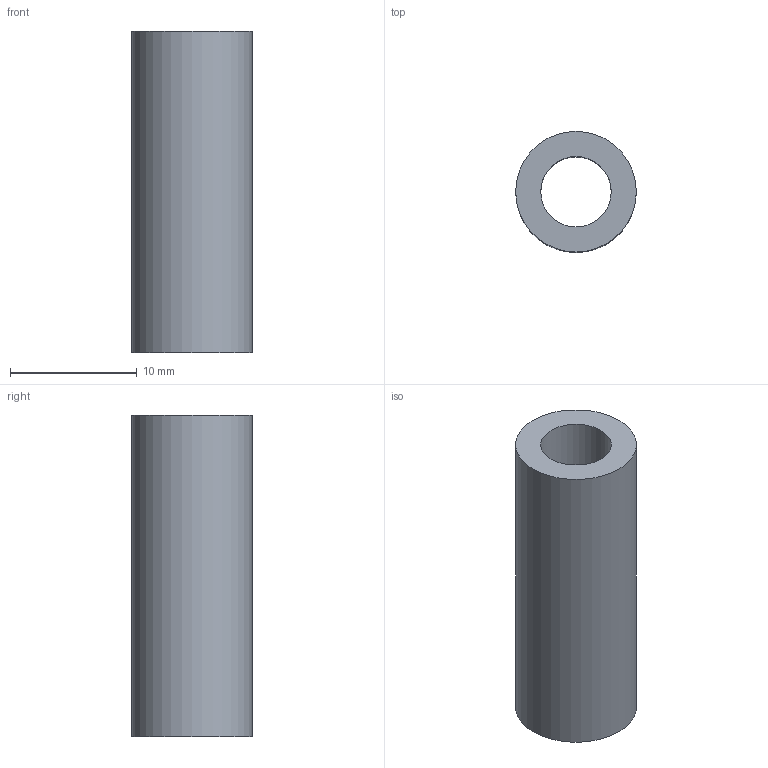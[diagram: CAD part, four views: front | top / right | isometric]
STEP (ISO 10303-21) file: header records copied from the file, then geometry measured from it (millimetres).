
FILE_DESCRIPTION(/* description */ ('1-1/4" #12 Bore, Aluminum Spacer'),/* implementation_level */ '2;1');
FILE_NAME(/* name */ 'AS38-12-64.ipt.step',/* time_stamp */ '2013-11-18T15:49:42-06:00',/* author */ ('Edward'),/* organization */ (''),/* preprocessor_version */ 'ST-DEVELOPER v15.2',/* originating_system */ 'Autodesk Inventor 2014',/* authorisation */ '');
FILE_SCHEMA (('AUTOMOTIVE_DESIGN { 1 0 10303 214 3 1 1 }'));
Length unit declared in the file: millimetre
Products named in the file (1): AS38-12-64
Bounding box: 9.53 x 9.53 x 25.4 mm (x, y, z)
Volume: 1195.1 mm3; surface area: 1298.2 mm2
Topology: 1 solids, 1 shells, 4 faces, 6 edges, 4 vertices
Faces by surface type: cylinder 2, plane 2
Full cylindrical faces by diameter (mm): 5.56 x1, 9.53 x1
Entity records: 109 total; most frequent: DIRECTION 18, CARTESIAN_POINT 13, AXIS2_PLACEMENT_3D 9, EDGE_LOOP 8, ORIENTED_EDGE 8, FACE_BOUND 6, CIRCLE 4, VERTEX_POINT 4
